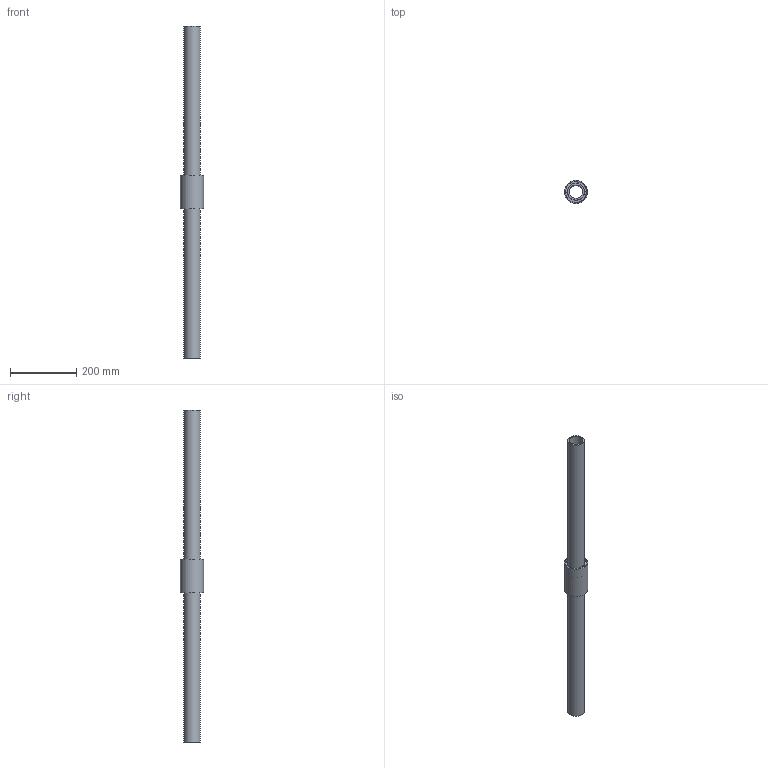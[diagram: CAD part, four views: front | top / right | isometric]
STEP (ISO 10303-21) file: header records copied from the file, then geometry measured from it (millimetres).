
FILE_DESCRIPTION(/* description */ (''),/* implementation_level */ '2;1');
FILE_NAME(/* name */ 'Heat Transfer.step',/* time_stamp */ '2020-10-28T15:38:59+11:00',/* author */ (''),/* organization */ (''),/* preprocessor_version */ 'ST-DEVELOPER v18.1',/* originating_system */ 'Autodesk Translation Framework v9.3.0.1241',/* authorisation */ '');
FILE_SCHEMA (('AUTOMOTIVE_DESIGN { 1 0 10303 214 3 1 1 }'));
Length unit declared in the file: millimetre
Products named in the file (7): Heat Transfer; Coil Heat Transfer; Bio Tube; Tube; Pipe; Coil; Component9
Assembly tree (6 placements, depth 4):
  Heat Transfer
    Coil Heat Transfer
      Bio Tube
        Tube
      Pipe
      Coil
        Component9
Bounding box: 70 x 70 x 1000 mm (x, y, z)
Volume: 816407.8 mm3; surface area: 358164.1 mm2
Topology: 3 solids, 3 shells, 65 faces, 181 edges, 122 vertices
Faces by surface type: bspline 35, cylinder 24, plane 6
Full cylindrical faces by diameter (mm): 6 x2, 40 x1, 50 x7, 50.2 x1, 64 x8, 70 x1
Entity records: 5870 total; most frequent: CARTESIAN_POINT 4373, ORIENTED_EDGE 362, EDGE_CURVE 181, B_SPLINE_CURVE_WITH_KNOTS 146, DIRECTION 135, VERTEX_POINT 122, EDGE_LOOP 73, FACE_OUTER_BOUND 65
